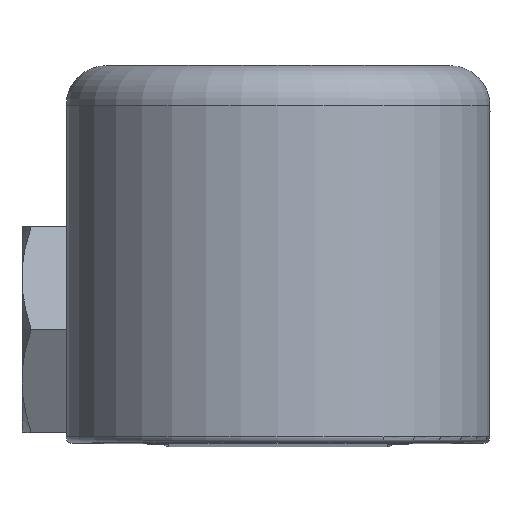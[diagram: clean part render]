
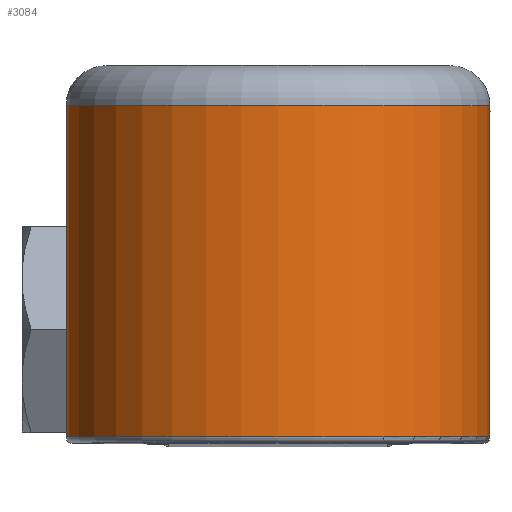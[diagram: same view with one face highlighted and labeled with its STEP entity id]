
A CAD part, top view. The second image highlights one B-rep face of the part: STEP entity #3084.
In plain terms, the highlighted cylindrical face has radius 17.475 mm (diameter 34.95 mm), a partial arc.
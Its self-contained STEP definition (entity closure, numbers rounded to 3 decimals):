
#637=DIRECTION('',(0.,1.,0.));
#638=VECTOR('',#637,26.797);
#639=CARTESIAN_POINT('',(17.475,0.508,0.));
#640=LINE('',#639,#638);
#1431=CARTESIAN_POINT('',(0.,0.508,0.));
#1432=DIRECTION('',(0.,-1.,0.));
#1433=DIRECTION('',(1.,0.,0.));
#1434=AXIS2_PLACEMENT_3D('',#1431,#1432,#1433);
#1439=DIRECTION('',(0.,1.,0.));
#1440=VECTOR('',#1439,0.508);
#1441=CARTESIAN_POINT('',(17.475,27.305,
0.));
#1442=LINE('',#1441,#1440);
#1446=DIRECTION('',(0.,1.,0.));
#1447=VECTOR('',#1446,26.797);
#1448=CARTESIAN_POINT('',(-17.475,0.508,0.));
#1449=LINE('',#1448,#1447);
#1453=DIRECTION('',(0.,1.,0.));
#1454=VECTOR('',#1453,0.508);
#1455=CARTESIAN_POINT('',(-17.475,27.305,
0.));
#1456=LINE('',#1455,#1454);
#1468=CARTESIAN_POINT('',(0.,27.813,0.));
#1469=DIRECTION('',(0.,1.,0.));
#1470=DIRECTION('',(-1.,0.,0.));
#1471=AXIS2_PLACEMENT_3D('',#1468,#1469,#1470);
#1678=CARTESIAN_POINT('',(-17.475,27.813,0.));
#1679=CARTESIAN_POINT('',(17.475,27.813,0.));
#1680=VERTEX_POINT('',#1678);
#1681=VERTEX_POINT('',#1679);
#1712=CARTESIAN_POINT('',(17.475,0.508,0.));
#1713=VERTEX_POINT('',#1712);
#1716=CARTESIAN_POINT('',(-17.475,0.508,0.));
#1717=VERTEX_POINT('',#1716);
#1862=CARTESIAN_POINT('',(17.475,27.305,
0.));
#1863=VERTEX_POINT('',#1862);
#1868=CARTESIAN_POINT('',(-17.475,27.305,
0.));
#1869=VERTEX_POINT('',#1868);
#3070=CARTESIAN_POINT('',(0.,0.,0.));
#3071=DIRECTION('',(0.,1.,0.));
#3072=DIRECTION('',(-1.,0.,0.));
#3073=AXIS2_PLACEMENT_3D('',#3070,#3071,#3072);
#3074=CYLINDRICAL_SURFACE('',#3073,17.475);
#3076=ORIENTED_EDGE('',*,*,#3075,.T.);
#3077=ORIENTED_EDGE('',*,*,#2315,.F.);
#3078=ORIENTED_EDGE('',*,*,#2369,.F.);
#3079=ORIENTED_EDGE('',*,*,#3064,.T.);
#3080=ORIENTED_EDGE('',*,*,#2575,.T.);
#3081=ORIENTED_EDGE('',*,*,#2332,.T.);
#3082=EDGE_LOOP('',(#3076,#3077,#3078,#3079,#3080,#3081));
#3083=FACE_OUTER_BOUND('',#3082,.F.);
#1435=CIRCLE('',#1434,17.475);
#1472=CIRCLE('',#1471,17.475);
#2315=EDGE_CURVE('',#1863,#1681,#1442,.T.);
#2332=EDGE_CURVE('',#1869,#1680,#1456,.T.);
#2369=EDGE_CURVE('',#1713,#1863,#640,.T.);
#2575=EDGE_CURVE('',#1717,#1869,#1449,.T.);
#3064=EDGE_CURVE('',#1713,#1717,#1435,.T.);
#3075=EDGE_CURVE('',#1680,#1681,#1472,.T.);
#3084=ADVANCED_FACE('',(#3083),#3074,.T.);
